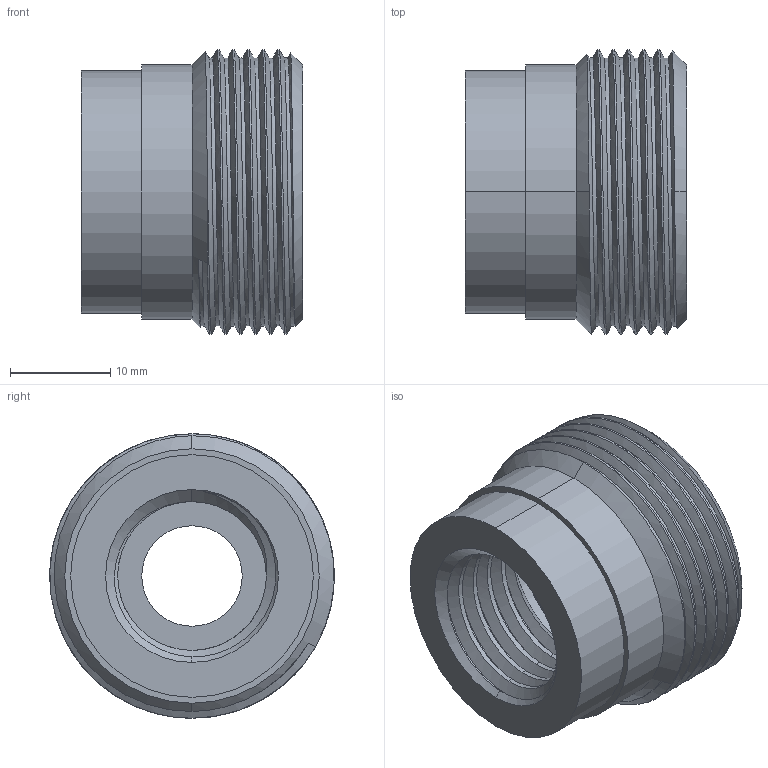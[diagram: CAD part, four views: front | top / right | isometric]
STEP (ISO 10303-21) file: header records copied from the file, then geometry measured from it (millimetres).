
FILE_DESCRIPTION (( 'STEP AP203' ), '1' );
FILE_NAME ('3D-M2037P_10 3-8 2_174251020.STEP', '2024-09-07T15:05:33', ( '' ), ( '' ), 'SwSTEP 2.0', 'SolidWorks 2024', '' );
FILE_SCHEMA (( 'CONFIG_CONTROL_DESIGN' ));
Length unit declared in the file: millimetre
Products named in the file (1): 3D-M2037P_10 3-8 2_174251020
Bounding box: 22 x 28.32 x 28.32 mm (x, y, z)
Volume: 6426 mm3; surface area: 4787.9 mm2
Topology: 1 solids, 1 shells, 61 faces, 153 edges, 99 vertices
Faces by surface type: cylinder 34, cone 11, plane 8, bspline 8
Entity records: 6464 total; most frequent: CARTESIAN_POINT 5105, ORIENTED_EDGE 306, DIRECTION 222, EDGE_CURVE 153, VERTEX_POINT 99, AXIS2_PLACEMENT_3D 89, EDGE_LOOP 68, ADVANCED_FACE 61
